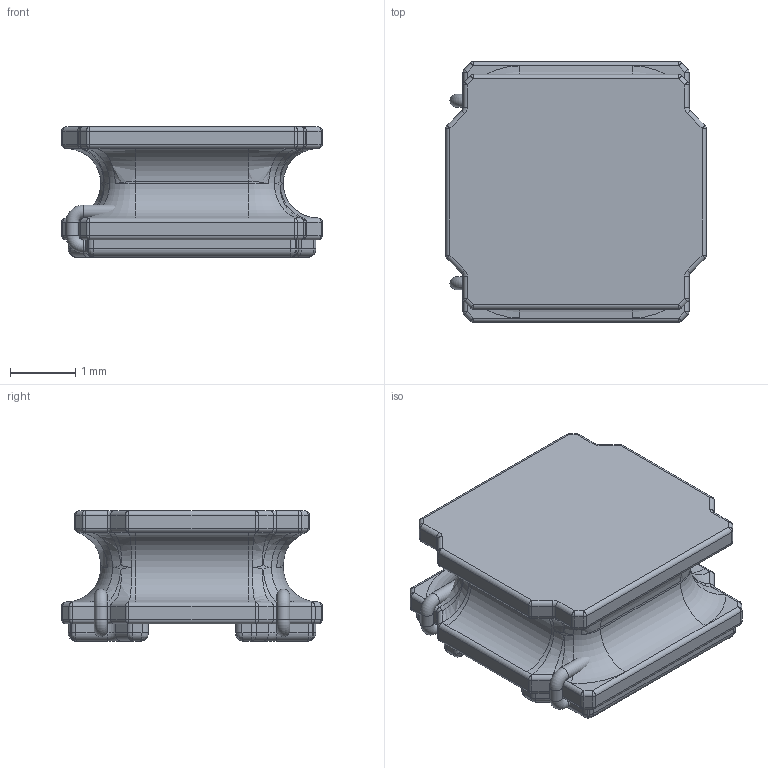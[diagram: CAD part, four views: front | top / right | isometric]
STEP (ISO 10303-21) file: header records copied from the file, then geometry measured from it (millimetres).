
FILE_DESCRIPTION(/* description */ (''),/* implementation_level */ '2;1');
FILE_NAME(/* name */ 'NR3015_4mm.step',/* time_stamp */ '2022-02-23T00:27:20-03:00',/* author */ (''),/* organization */ (''),/* preprocessor_version */ 'ST-DEVELOPER v18.1',/* originating_system */ 'Autodesk Translation Framework v10.10.0.1391',/* authorisation */ '');
FILE_SCHEMA (('AUTOMOTIVE_DESIGN { 1 0 10303 214 3 1 1 }'));
Length unit declared in the file: millimetre
Products named in the file (1): NR3015
Bounding box: 4 x 4 x 2 mm (x, y, z)
Volume: 21.2 mm3; surface area: 64.2 mm2
Topology: 3 solids, 3 shells, 358 faces, 780 edges, 390 vertices
Faces by surface type: cylinder 156, plane 78, sphere 48, bspline 44, torus 32
Full cylindrical faces by diameter (mm): 0.2 x6
Entity records: 11443 total; most frequent: CARTESIAN_POINT 3711, DIRECTION 1644, ORIENTED_EDGE 1480, EDGE_CURVE 740, AXIS2_PLACEMENT_3D 653, VERTEX_POINT 390, EDGE_LOOP 360, FACE_OUTER_BOUND 358
